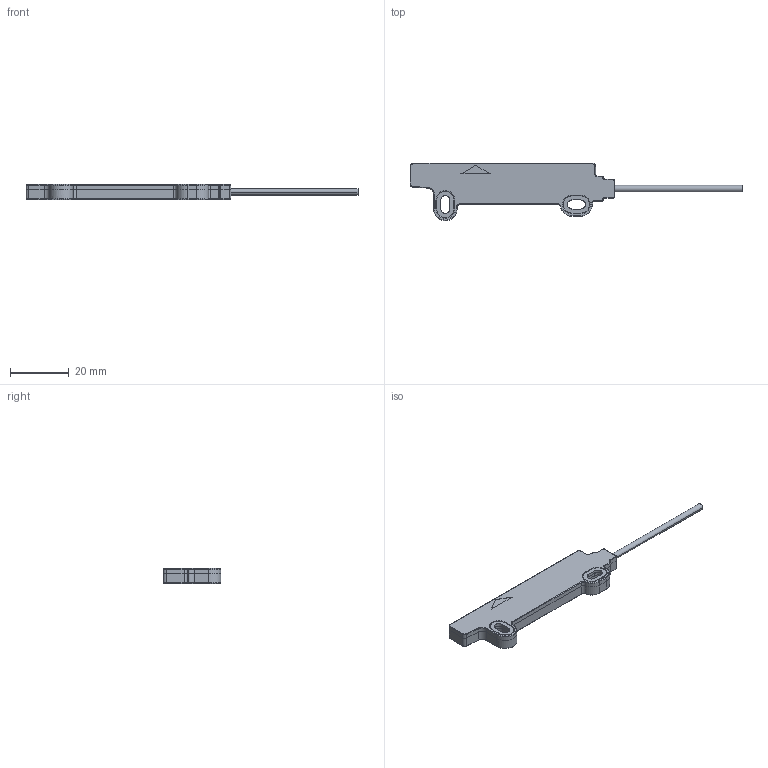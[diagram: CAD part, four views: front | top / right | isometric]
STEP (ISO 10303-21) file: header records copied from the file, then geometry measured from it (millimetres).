
FILE_DESCRIPTION((''),'2;1');
FILE_NAME('PTYE40__ASM','2021-09-27T09:49:01',('Administrator'),(''),'CREO PARAMETRIC BY PTC INC, 2018400','CREO PARAMETRIC BY PTC INC, 2018400','');
FILE_SCHEMA(('CONFIG_CONTROL_DESIGN'));
Length unit declared in the file: millimetre
Products named in the file (1): PTYE40__ASM
Bounding box: 112.75 x 19.5 x 5.1 mm (x, y, z)
Surface area: 5853.4 mm2 (no closed solid volume)
Topology: 0 solids, 7 shells, 445 faces, 1194 edges, 769 vertices
Faces by surface type: plane 216, cylinder 162, torus 50, cone 13, bspline 4
Entity records: 14106 total; most frequent: CARTESIAN_POINT 2578, DIRECTION 2496, ORIENTED_EDGE 2388, EDGE_CURVE 1194, AXIS2_PLACEMENT_3D 883, VERTEX_POINT 769, VECTOR 730, LINE 730
